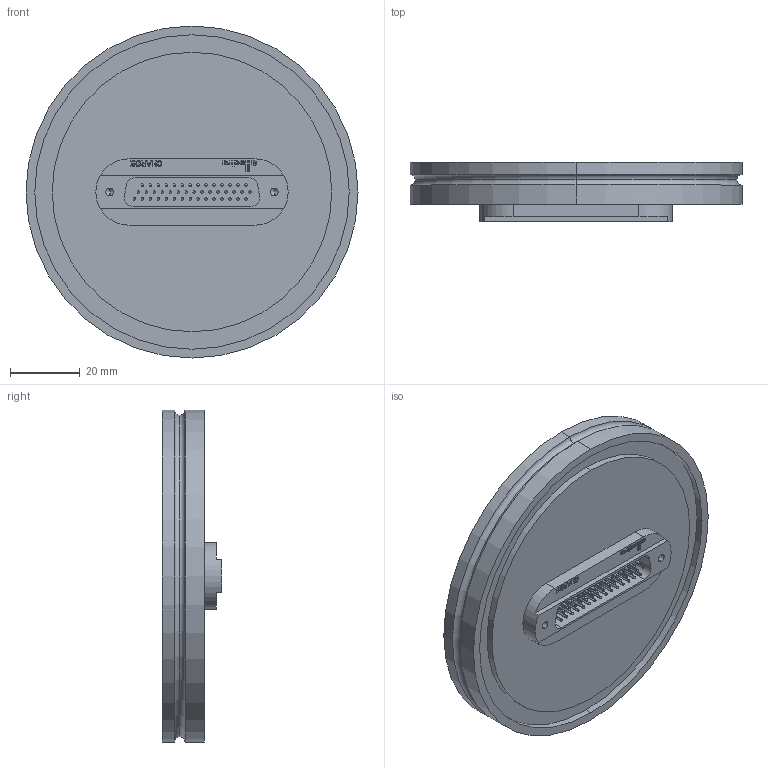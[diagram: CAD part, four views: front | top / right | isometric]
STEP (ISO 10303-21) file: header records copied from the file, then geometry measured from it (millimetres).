
FILE_DESCRIPTION (( 'STEP AP214' ), '1' );
FILE_NAME ('210-HD44-ISO63.step', '2025-02-17T20:32:05', ( '' ), ( '' ), 'SwSTEP 2.0', 'SolidWorks 2022', '' );
FILE_SCHEMA (( 'AUTOMOTIVE_DESIGN' ));
Length unit declared in the file: millimetre
Products named in the file (6): 9210-D25-ISO63_441-ISO63-B; 210-HD44-ISO63; 218-HDX-SS_218-HD44-SS; 9210-PIN-FENI-0.7_vergoldet; 9218-GLASS-0.7-1.4-2.3_9218-GLASS-X-0.7-1.4; 9218-HDX-SS_44 pol 0,7mm mit Logo
Assembly tree (51 placements, depth 3):
  210-HD44-ISO63
    9210-D25-ISO63_441-ISO63-B
    218-HDX-SS_218-HD44-SS
      9218-HDX-SS_44 pol 0,7mm mit Logo
      9210-PIN-FENI-0.7_vergoldet  x44
      9218-GLASS-0.7-1.4-2.3_9218-GLASS-X-0.7-1.4  x4
Bounding box: 95 x 17 x 95 mm (x, y, z)
Volume: 77389.4 mm3; surface area: 28153 mm2
Topology: 50 solids, 50 shells, 559 faces, 1545 edges, 1020 vertices
Faces by surface type: cylinder 272, plane 158, sphere 88, bspline 27, cone 8, torus 6
Entity records: 13987 total; most frequent: CARTESIAN_POINT 3822, DIRECTION 2079, ORIENTED_EDGE 1958, EDGE_CURVE 979, AXIS2_PLACEMENT_3D 757, VERTEX_POINT 648, VECTOR 565, LINE 565
